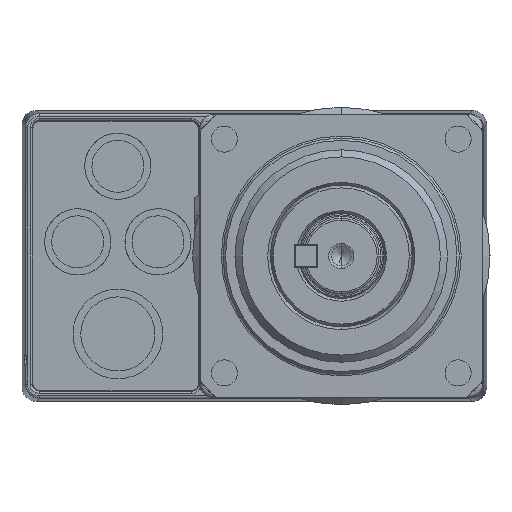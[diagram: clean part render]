
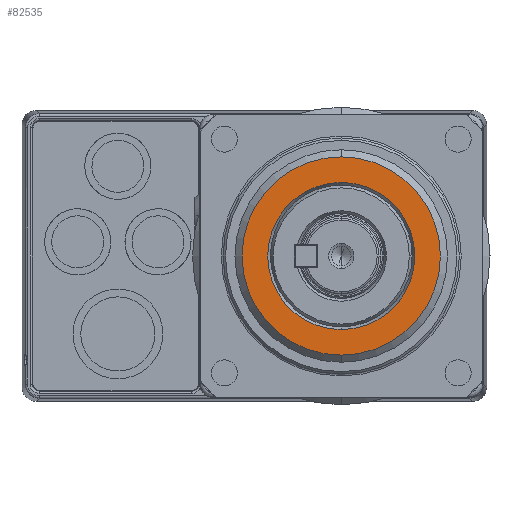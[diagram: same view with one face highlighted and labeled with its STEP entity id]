
A CAD part, left-side view. The second image highlights one B-rep face of the part: STEP entity #82535.
In plain terms, the highlighted face is planar.
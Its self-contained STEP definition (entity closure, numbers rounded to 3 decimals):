
#1669 = DIRECTION ( 'NONE',  ( 0., 0., -1. ) ) ;
#2810 = AXIS2_PLACEMENT_3D ( 'NONE', #60915, #1669, #70838 ) ;
#12320 = ORIENTED_EDGE ( 'NONE', *, *, #67647, .T. ) ;
#13561 = DIRECTION ( 'NONE',  ( 0., 0., -1. ) ) ;
#18255 = CARTESIAN_POINT ( 'NONE',  ( -15.577, 0., 7.5 ) ) ;
#18861 = EDGE_LOOP ( 'NONE', ( #12320, #113831 ) ) ;
#21543 = DIRECTION ( 'NONE',  ( 0., 0., -1. ) ) ;
#23971 = ORIENTED_EDGE ( 'NONE', *, *, #116615, .F. ) ;
#28411 = VERTEX_POINT ( 'NONE', #18255 ) ;
#29160 = VERTEX_POINT ( 'NONE', #51684 ) ;
#36047 = FACE_OUTER_BOUND ( 'NONE', #110779, .T. ) ;
#40357 = AXIS2_PLACEMENT_3D ( 'NONE', #42830, #111896, #52733 ) ;
#42830 = CARTESIAN_POINT ( 'NONE',  ( 0., 0., 7.5 ) ) ;
#43640 = ORIENTED_EDGE ( 'NONE', *, *, #92986, .F. ) ;
#47767 = CIRCLE ( 'NONE', #124827, 21. ) ;
#49395 = CIRCLE ( 'NONE', #77988, 21. ) ;
#51684 = CARTESIAN_POINT ( 'NONE',  ( -21., 0., 7.5 ) ) ;
#52733 = DIRECTION ( 'NONE',  ( 1., 0., 0. ) ) ;
#56734 = PLANE ( 'NONE',  #122085 ) ;
#59245 = FACE_BOUND ( 'NONE', #18861, .T. ) ;
#60915 = CARTESIAN_POINT ( 'NONE',  ( 0., 0., 7.5 ) ) ;
#62375 = VERTEX_POINT ( 'NONE', #94334 ) ;
#66677 = DIRECTION ( 'NONE',  ( 1., 0., 0. ) ) ;
#67647 = EDGE_CURVE ( 'NONE', #120093, #28411, #106043, .T. ) ;
#70838 = DIRECTION ( 'NONE',  ( 1., 0., 0. ) ) ;
#72756 = CARTESIAN_POINT ( 'NONE',  ( 0., 0., 7.5 ) ) ;
#76158 = CARTESIAN_POINT ( 'NONE',  ( -23.1, -23.1, 7.5 ) ) ;
#77988 = AXIS2_PLACEMENT_3D ( 'NONE', #80731, #21543, #90635 ) ;
#80731 = CARTESIAN_POINT ( 'NONE',  ( 0., 0., 7.5 ) ) ;
#82535 = ADVANCED_FACE ( 'NONE', ( #59245, #36047 ), #56734, .T. ) ;
#82660 = DIRECTION ( 'NONE',  ( -1., 0., 0. ) ) ;
#90635 = DIRECTION ( 'NONE',  ( -1., 0., 0. ) ) ;
#92986 = EDGE_CURVE ( 'NONE', #62375, #29160, #49395, .T. ) ;
#94017 = CARTESIAN_POINT ( 'NONE',  ( 15.577, 0., 7.5 ) ) ;
#94334 = CARTESIAN_POINT ( 'NONE',  ( 21., 0., 7.5 ) ) ;
#99629 = EDGE_CURVE ( 'NONE', #28411, #120093, #117585, .T. ) ;
#106043 = CIRCLE ( 'NONE', #2810, 15.577 ) ;
#110779 = EDGE_LOOP ( 'NONE', ( #23971, #43640 ) ) ;
#111896 = DIRECTION ( 'NONE',  ( 0., 0., -1. ) ) ;
#113831 = ORIENTED_EDGE ( 'NONE', *, *, #99629, .T. ) ;
#116615 = EDGE_CURVE ( 'NONE', #29160, #62375, #47767, .T. ) ;
#117585 = CIRCLE ( 'NONE', #40357, 15.577 ) ;
#120093 = VERTEX_POINT ( 'NONE', #94017 ) ;
#122085 = AXIS2_PLACEMENT_3D ( 'NONE', #76158, #125831, #66677 ) ;
#124827 = AXIS2_PLACEMENT_3D ( 'NONE', #72756, #13561, #82660 ) ;
#125831 = DIRECTION ( 'NONE',  ( 0., 0., 1. ) ) ;
